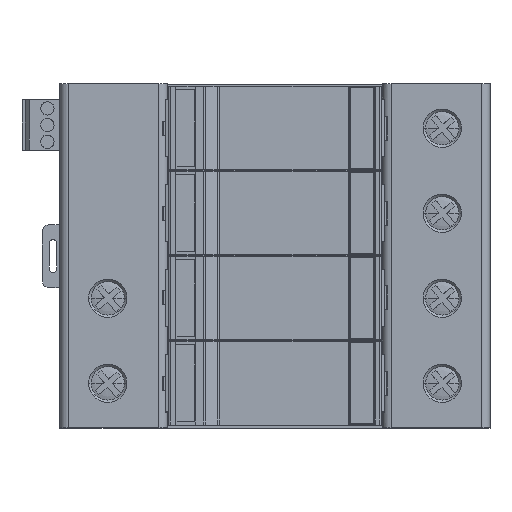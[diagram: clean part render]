
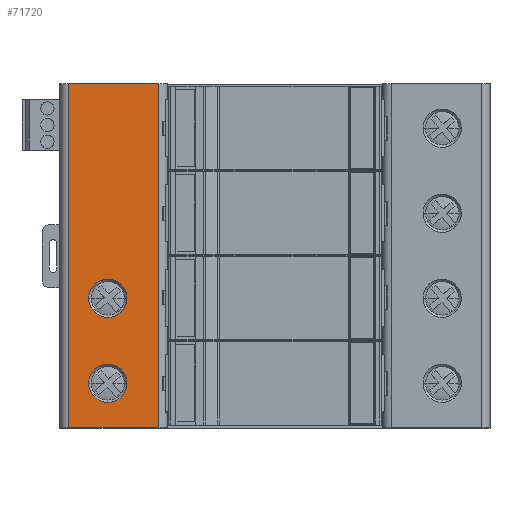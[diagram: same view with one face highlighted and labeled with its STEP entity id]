
A CAD part, top view. The second image highlights one B-rep face of the part: STEP entity #71720.
In plain terms, the highlighted planar face has unit normal (0, 0, 1).
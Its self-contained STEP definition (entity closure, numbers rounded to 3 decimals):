
#61750=CARTESIAN_POINT('',(-56.19,-111.775,
45.496));
#61760=VERTEX_POINT('',#61750);
#61920=CARTESIAN_POINT('',(-56.19,-39.775,
45.496));
#61930=VERTEX_POINT('',#61920);
#61960=CARTESIAN_POINT('',(-56.19,-110.575,
45.496));
#61970=DIRECTION('',(0.,-1.,0.));
#61980=VECTOR('',#61970,1.);
#61990=LINE('',#61960,#61980);
#62000=EDGE_CURVE('',#61930,#61760,#61990,.T.);
#71120=CARTESIAN_POINT('',(-52.56,-40.35,
45.496));
#71130=DIRECTION('',(0.,0.,-1.));
#71140=DIRECTION('',(1.,0.,0.));
#71150=AXIS2_PLACEMENT_3D('',#71120,#71130,#71140);
#71160=PLANE('',#71150);
#71170=CARTESIAN_POINT('',(-47.99,-102.475,
45.496));
#71180=DIRECTION('',(0.,0.,-1.));
#71190=DIRECTION('',(-1.,0.,0.));
#71200=AXIS2_PLACEMENT_3D('',#71170,#71180,#71190);
#71210=CIRCLE('',#71200,4.);
#71220=CARTESIAN_POINT('',(-43.99,-102.475,
45.496));
#71230=VERTEX_POINT('',#71220);
#71240=CARTESIAN_POINT('',(-51.99,-102.475,
45.496));
#71250=VERTEX_POINT('',#71240);
#71260=EDGE_CURVE('',#71230,#71250,#71210,.T.);
#71270=ORIENTED_EDGE('',*,*,#71260,.T.);
#71280=EDGE_CURVE('',#71250,#71230,#71210,.T.);
#71290=ORIENTED_EDGE('',*,*,#71280,.T.);
#71300=EDGE_LOOP('',(#71290,#71270));
#71310=FACE_BOUND('',#71300,.T.);
#71320=CARTESIAN_POINT('',(-47.99,-84.675,
45.496));
#71330=DIRECTION('',(0.,0.,-1.));
#71340=DIRECTION('',(0.,-1.,0.));
#71350=AXIS2_PLACEMENT_3D('',#71320,#71330,#71340);
#71360=CIRCLE('',#71350,4.);
#71370=CARTESIAN_POINT('',(-43.99,-84.675,
45.496));
#71380=VERTEX_POINT('',#71370);
#71390=CARTESIAN_POINT('',(-51.99,-84.675,
45.496));
#71400=VERTEX_POINT('',#71390);
#71410=EDGE_CURVE('',#71380,#71400,#71360,.T.);
#71420=ORIENTED_EDGE('',*,*,#71410,.T.);
#71430=EDGE_CURVE('',#71400,#71380,#71360,.T.);
#71440=ORIENTED_EDGE('',*,*,#71430,.T.);
#71450=EDGE_LOOP('',(#71440,#71420));
#71460=FACE_BOUND('',#71450,.T.);
#71470=CARTESIAN_POINT('',(0.,-111.775,45.496));
#71480=DIRECTION('',(-1.,0.,0.));
#71490=VECTOR('',#71480,1.);
#71500=LINE('',#71470,#71490);
#71510=CARTESIAN_POINT('',(-37.29,-111.775,
45.496));
#71520=VERTEX_POINT('',#71510);
#71530=EDGE_CURVE('',#71520,#61760,#71500,.T.);
#71540=ORIENTED_EDGE('',*,*,#71530,.F.);
#71550=ORIENTED_EDGE('',*,*,#62000,.T.);
#71560=CARTESIAN_POINT('',(0.,-39.775,45.496));
#71570=DIRECTION('',(-1.,0.,0.));
#71580=VECTOR('',#71570,1.);
#71590=LINE('',#71560,#71580);
#71600=CARTESIAN_POINT('',(-37.29,-39.775,
45.496));
#71610=VERTEX_POINT('',#71600);
#71620=EDGE_CURVE('',#71610,#61930,#71590,.T.);
#71630=ORIENTED_EDGE('',*,*,#71620,.T.);
#71640=CARTESIAN_POINT('',(-37.29,-75.95,
45.496));
#71650=DIRECTION('',(0.,-1.,0.));
#71660=VECTOR('',#71650,1.);
#71670=LINE('',#71640,#71660);
#71680=EDGE_CURVE('',#71610,#71520,#71670,.T.);
#71690=ORIENTED_EDGE('',*,*,#71680,.F.);
#71700=EDGE_LOOP('',(#71690,#71630,#71550,#71540));
#71710=FACE_OUTER_BOUND('',#71700,.T.);
#71720=ADVANCED_FACE('',(#71310,#71460,#71710),#71160,.F.);
